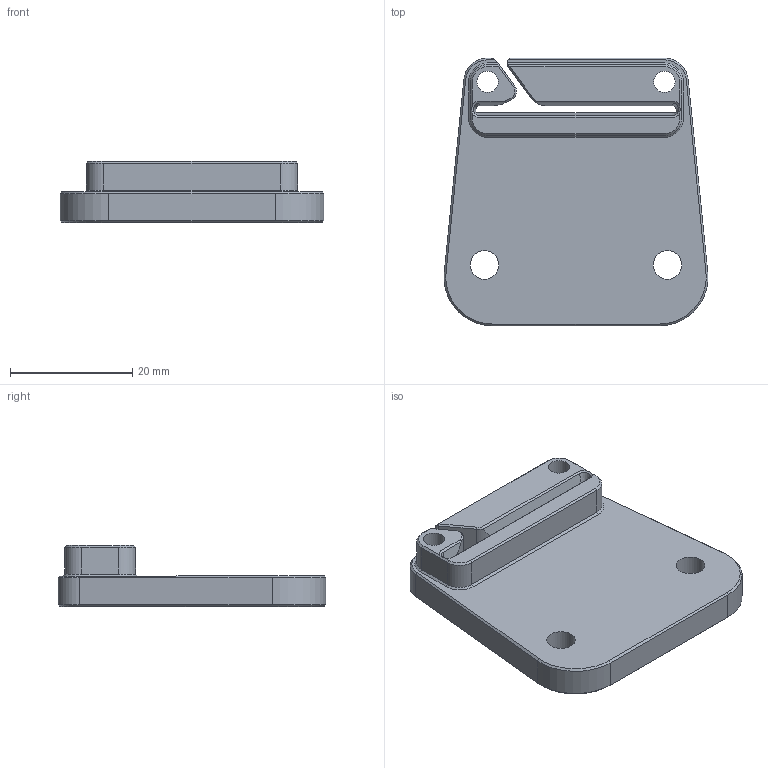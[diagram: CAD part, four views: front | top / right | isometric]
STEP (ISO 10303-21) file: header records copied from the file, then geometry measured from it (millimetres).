
FILE_DESCRIPTION(/* description */ (''),/* implementation_level */ '2;1');
FILE_NAME(/* name */ 'Roadkill Rear Panel Insert - Outer - Open - 3mm Panel.step',/* time_stamp */ '2022-05-03T12:03:30-05:00',/* author */ (''),/* organization */ (''),/* preprocessor_version */ 'ST-DEVELOPER v18.1',/* originating_system */ 'Autodesk Translation Framework v10.14.0.1471',/* authorisation */ '');
FILE_SCHEMA (('AUTOMOTIVE_DESIGN { 1 0 10303 214 3 1 1 }'));
Length unit declared in the file: millimetre
Products named in the file (1): Roadkill Rear Panel Insert A+ Longs
Bounding box: 43.25 x 43.9 x 10 mm (x, y, z)
Volume: 9364.9 mm3; surface area: 5471.4 mm2
Topology: 1 solids, 1 shells, 120 faces, 286 edges, 170 vertices
Faces by surface type: plane 62, cone 35, cylinder 22, bspline 1
Full cylindrical faces by diameter (mm): 3.5 x2, 4.7 x4
Entity records: 3454 total; most frequent: CARTESIAN_POINT 625, DIRECTION 599, ORIENTED_EDGE 572, EDGE_CURVE 286, AXIS2_PLACEMENT_3D 207, LINE 185, VECTOR 185, VERTEX_POINT 170
